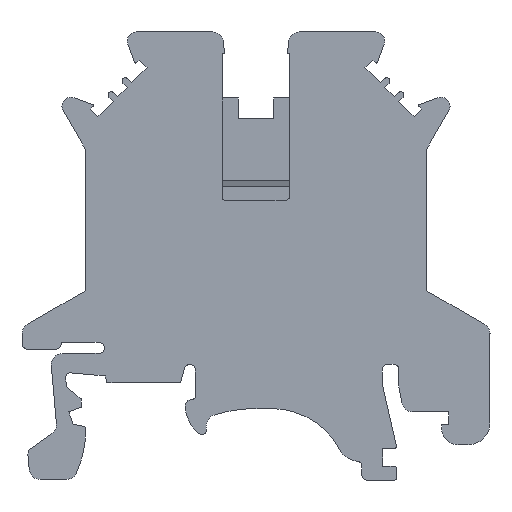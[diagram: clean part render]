
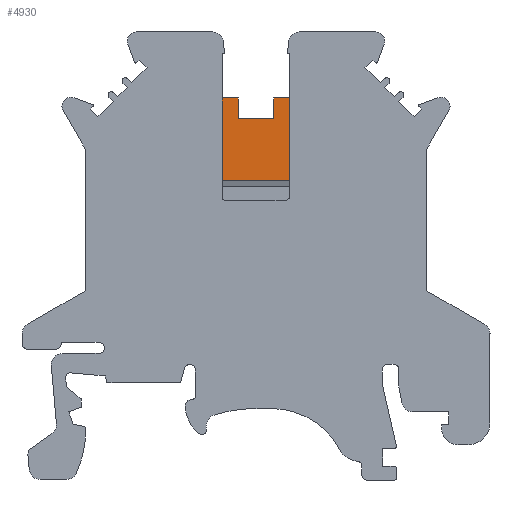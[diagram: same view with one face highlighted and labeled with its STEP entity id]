
A CAD part, front view. The second image highlights one B-rep face of the part: STEP entity #4930.
In plain terms, the highlighted planar face has unit normal (0, -1, 0).
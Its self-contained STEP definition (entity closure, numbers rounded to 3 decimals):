
#397=ORIENTED_EDGE('',*,*,#1319,.T.);
#398=ORIENTED_EDGE('',*,*,#1472,.T.);
#399=ORIENTED_EDGE('',*,*,#1473,.T.);
#400=ORIENTED_EDGE('',*,*,#1474,.T.);
#401=ORIENTED_EDGE('',*,*,#1459,.T.);
#402=ORIENTED_EDGE('',*,*,#1463,.T.);
#403=ORIENTED_EDGE('',*,*,#1466,.T.);
#404=ORIENTED_EDGE('',*,*,#1471,.T.);
#1319=EDGE_CURVE('',#1862,#1861,#2225,.F.);
#1459=EDGE_CURVE('',#1999,#1998,#2317,.F.);
#1463=EDGE_CURVE('',#1998,#2001,#2321,.F.);
#1466=EDGE_CURVE('',#2001,#2003,#2324,.F.);
#1471=EDGE_CURVE('',#2003,#1862,#2326,.F.);
#1472=EDGE_CURVE('',#1861,#2007,#2327,.T.);
#1473=EDGE_CURVE('',#2007,#2008,#2328,.F.);
#1474=EDGE_CURVE('',#2008,#1999,#2329,.F.);
#1861=VERTEX_POINT('',#6513);
#1862=VERTEX_POINT('',#6515);
#1998=VERTEX_POINT('',#6794);
#1999=VERTEX_POINT('',#6796);
#2001=VERTEX_POINT('',#6802);
#2003=VERTEX_POINT('',#6808);
#2007=VERTEX_POINT('',#6823);
#2008=VERTEX_POINT('',#6825);
#2225=LINE('',#6514,#2623);
#2317=LINE('',#6795,#2715);
#2321=LINE('',#6803,#2719);
#2324=LINE('',#6809,#2722);
#2326=LINE('',#6820,#2724);
#2327=LINE('',#6822,#2725);
#2328=LINE('',#6824,#2726);
#2329=LINE('',#6826,#2727);
#2623=VECTOR('',#5455,1000.);
#2715=VECTOR('',#5651,1000.);
#2719=VECTOR('',#5657,1000.);
#2722=VECTOR('',#5662,1000.);
#2724=VECTOR('',#5676,1000.);
#2725=VECTOR('',#5679,1000.);
#2726=VECTOR('',#5680,1000.);
#2727=VECTOR('',#5681,1000.);
#3029=EDGE_LOOP('',(#397,#398,#399,#400,#401,#402,#403,#404));
#3237=FACE_BOUND('',#3029,.T.);
#3442=PLANE('',#5180);
#4930=ADVANCED_FACE('',(#3237),#3442,.T.);
#5180=AXIS2_PLACEMENT_3D('',#6821,#5677,#5678);
#5455=DIRECTION('',(0.,0.,1.));
#5651=DIRECTION('',(0.,0.,1.));
#5657=DIRECTION('',(1.,0.,0.));
#5662=DIRECTION('',(0.,0.,-1.));
#5676=DIRECTION('',(1.,0.,0.));
#5677=DIRECTION('',(0.,-1.,0.));
#5678=DIRECTION('',(0.,0.,-1.));
#5679=DIRECTION('',(1.,0.,0.));
#5680=DIRECTION('',(0.,0.,-1.));
#5681=DIRECTION('',(1.,0.,0.));
#6513=CARTESIAN_POINT('',(-3.075,4.8,4.725));
#6514=CARTESIAN_POINT('',(-3.075,4.8,0.));
#6515=CARTESIAN_POINT('',(-3.075,4.8,12.225));
#6794=CARTESIAN_POINT('',(1.6,4.8,10.325));
#6795=CARTESIAN_POINT('',(1.6,4.8,10.325));
#6796=CARTESIAN_POINT('',(1.6,4.8,12.225));
#6802=CARTESIAN_POINT('',(-1.6,4.8,10.325));
#6803=CARTESIAN_POINT('',(-1.6,4.8,10.325));
#6808=CARTESIAN_POINT('',(-1.6,4.8,12.225));
#6809=CARTESIAN_POINT('',(-1.6,4.8,10.325));
#6820=CARTESIAN_POINT('',(-3.075,4.8,12.225));
#6821=CARTESIAN_POINT('',(0.,4.8,0.));
#6822=CARTESIAN_POINT('',(-8.175,4.8,4.725));
#6823=CARTESIAN_POINT('',(3.075,4.8,4.725));
#6824=CARTESIAN_POINT('',(3.075,4.8,0.));
#6825=CARTESIAN_POINT('',(3.075,4.8,12.225));
#6826=CARTESIAN_POINT('',(1.6,4.8,12.225));
